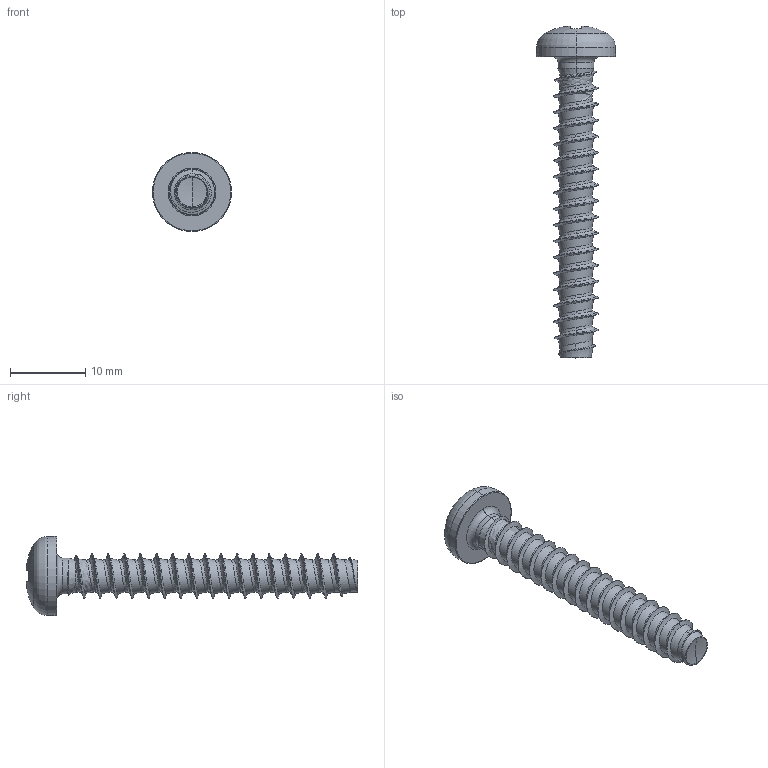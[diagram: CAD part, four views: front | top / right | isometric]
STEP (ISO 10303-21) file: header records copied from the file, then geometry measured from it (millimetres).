
FILE_DESCRIPTION (( 'STEP AP203' ), '1' );
FILE_NAME ('STP220600400.STEP', '2017-08-15T03:40:57', ( '' ), ( '' ), 'SwSTEP 2.0', 'SolidWorks 2015', '' );
FILE_SCHEMA (( 'CONFIG_CONTROL_DESIGN' ));
Length unit declared in the file: millimetre
Products named in the file (1): STP220600400
Bounding box: 10.5 x 44.1 x 10.5 mm (x, y, z)
Volume: 923.9 mm3; surface area: 1166 mm2
Topology: 1 solids, 1 shells, 201 faces, 490 edges, 291 vertices
Faces by surface type: cylinder 61, bspline 55, plane 30, torus 28, sphere 20, cone 7
Entity records: 37840 total; most frequent: CARTESIAN_POINT 33627, ORIENTED_EDGE 976, DIRECTION 756, EDGE_CURVE 488, AXIS2_PLACEMENT_3D 326, VERTEX_POINT 291, EDGE_LOOP 203, ADVANCED_FACE 201
